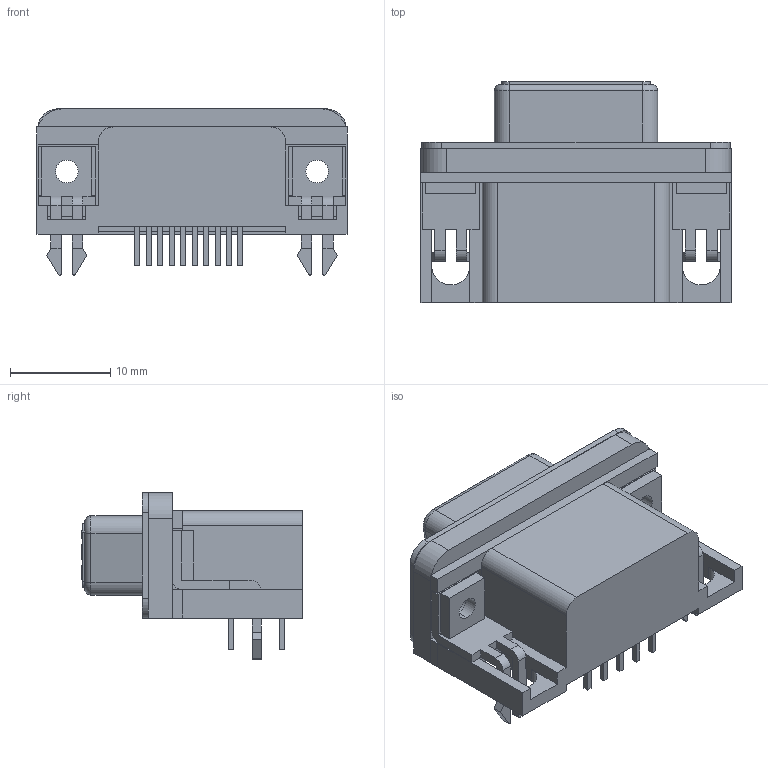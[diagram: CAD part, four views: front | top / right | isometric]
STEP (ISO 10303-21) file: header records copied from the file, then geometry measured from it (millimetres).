
FILE_DESCRIPTION((''),'2;1');
FILE_NAME('TYCO_1-1734530-1.stp','2013-06-26T10:18:31',(''),(''),'Mechanical Desktop 2011','Mechanical Desktop 2011',', , ');
FILE_SCHEMA(('AUTOMOTIVE_DESIGN { 1 2 10303 214 1 1 1 1 }'));
Length unit declared in the file: millimetre
Products named in the file (1): Product
Bounding box: 30.95 x 22.05 x 16.6 mm (x, y, z)
Volume: 4655.1 mm3; surface area: 5683.8 mm2
Topology: 35 solids, 35 shells, 577 faces, 1521 edges, 1010 vertices
Faces by surface type: plane 479, cylinder 90, bspline 4, torus 4
Entity records: 17747 total; most frequent: CARTESIAN_POINT 3121, ORIENTED_EDGE 3042, DIRECTION 2853, EDGE_CURVE 1521, VECTOR 1337, LINE 1337, VERTEX_POINT 1010, AXIS2_PLACEMENT_3D 758
